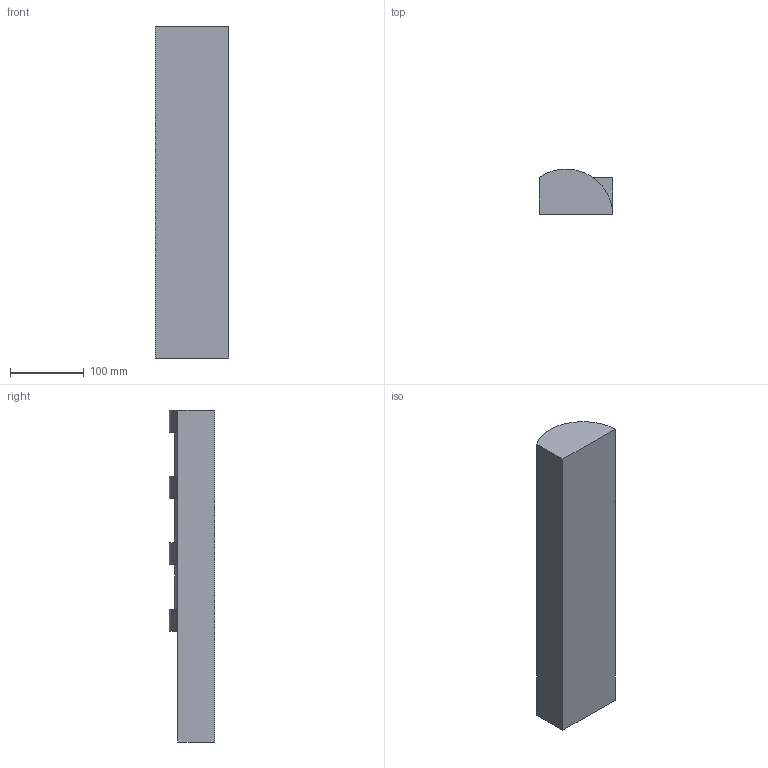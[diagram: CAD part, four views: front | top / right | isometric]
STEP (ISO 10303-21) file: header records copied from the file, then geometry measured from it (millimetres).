
FILE_DESCRIPTION(('Open CASCADE Model'),'2;1');
FILE_NAME('Open CASCADE Shape Model','2024-05-30T19:18:51',('Author'),( 'Open CASCADE'),'Open CASCADE STEP processor 7.7','Open CASCADE 7.7' ,'Unknown');
FILE_SCHEMA(('AUTOMOTIVE_DESIGN { 1 0 10303 214 1 1 1 1 }'));
Length unit declared in the file: millimetre
Products named in the file (1): Open CASCADE STEP translator 7.7 49
Bounding box: 100 x 61.38 x 450 mm (x, y, z)
Volume: 2242355.3 mm3; surface area: 147998.7 mm2
Topology: 1 solids, 1 shells, 29 faces, 64 edges, 39 vertices
Faces by surface type: plane 19, cylinder 10
Entity records: 1633 total; most frequent: CARTESIAN_POINT 330, DIRECTION 245, ORIENTED_EDGE 128, PCURVE 128, DEFINITIONAL_REPRESENTATION 128, LINE 111, VECTOR 111, EDGE_CURVE 64
